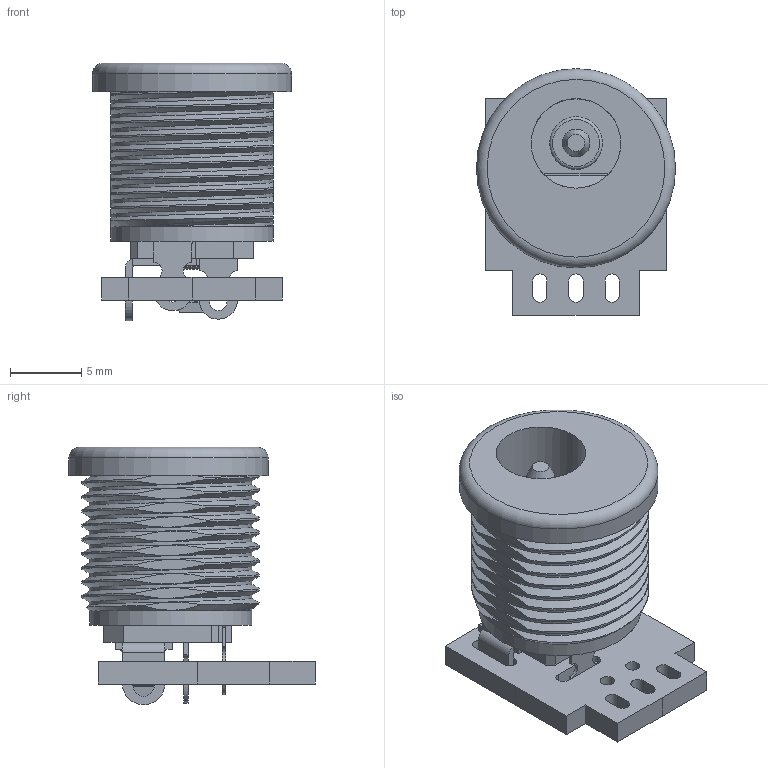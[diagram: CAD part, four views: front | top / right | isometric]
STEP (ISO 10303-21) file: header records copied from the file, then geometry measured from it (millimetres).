
FILE_DESCRIPTION(('KiCad electronic assembly'),'2;1');
FILE_NAME('#610-000.step','2019-11-01T13:10:40',('An Author'),( 'A Company'),'Open CASCADE STEP processor 6.9', 'KiCad to STEP converter','Unknown');
FILE_SCHEMA(('AUTOMOTIVE_DESIGN { 1 0 10303 214 1 1 1 1 }'));
Length unit declared in the file: millimetre
Products named in the file (6): Open CASCADE STEP translator 6.9 1; Lumberg_NEB_J_21_C; SOLID; ON_Semi_MCH6341-TL-W; COMPOUND
Assembly tree (5 placements, depth 3):
  Open CASCADE STEP translator 6.9 1
    Lumberg_NEB_J_21_C
      SOLID
    ON_Semi_MCH6341-TL-W
      SOLID
    COMPOUND
Bounding box: 14 x 17.31 x 18.1 mm (x, y, z)
Volume: 1347 mm3; surface area: 2404 mm2
Topology: 3 solids, 3 shells, 568 faces, 1592 edges, 1047 vertices
Faces by surface type: plane 364, extrusion 89, cylinder 86, bspline 17, cone 6, torus 5, revolution 1
Full cylindrical faces by diameter (mm): 0.203 x1, 1 x2, 1.2 x2, 1.5 x2, 1.95 x2, 2.1 x1, 3.7 x1, 6.3 x1, 11.4 x1, 14 x1
Entity records: 58011 total; most frequent: CARTESIAN_POINT 23626, DIRECTION 5130, VECTOR 3763, LINE 3674, ORIENTED_EDGE 3182, PCURVE 3182, DEFINITIONAL_REPRESENTATION 3182, EDGE_CURVE 1591
